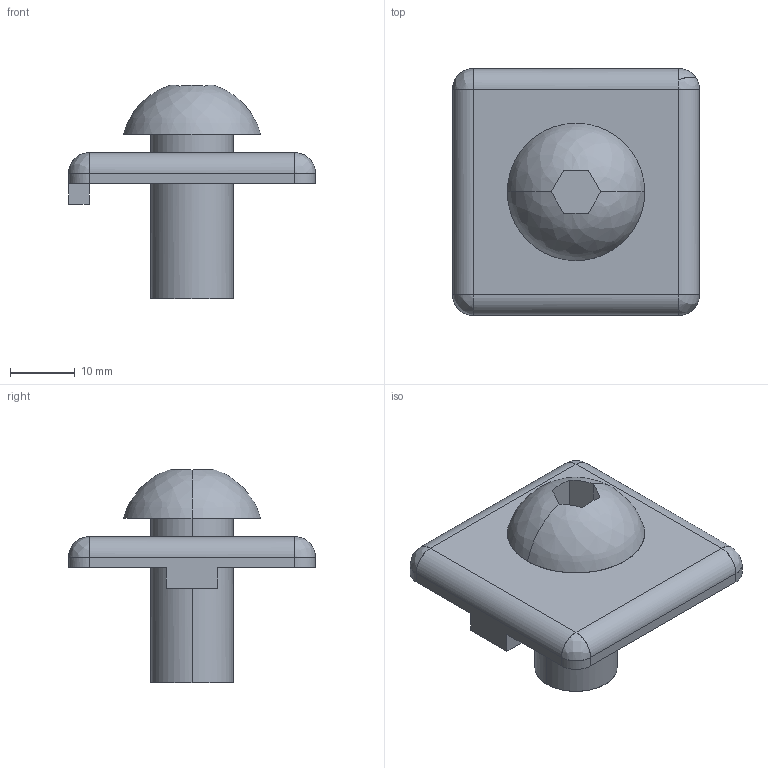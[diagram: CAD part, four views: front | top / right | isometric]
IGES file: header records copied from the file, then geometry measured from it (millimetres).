
Global section: file name: 15AC7840.igs; native system: AutoCAD-18.2s (LMS Tech) (Microsoft Windows NT Version 6.1 (x64)); preprocessor: Autodesk IGES Translator Mechanical Desktop 2011 (Feb 18 2011) from Autodesk, Inc.; date: 20150716.103042; units: inch
Bounding box: 38.1 x 38.1 x 33 mm (x, y, z)
Surface area: 5462.6 mm2 (no closed solid volume)
Topology: 0 solids, 0 shells, 38 faces, 196 edges, 194 vertices
Faces by surface type: bspline 38
